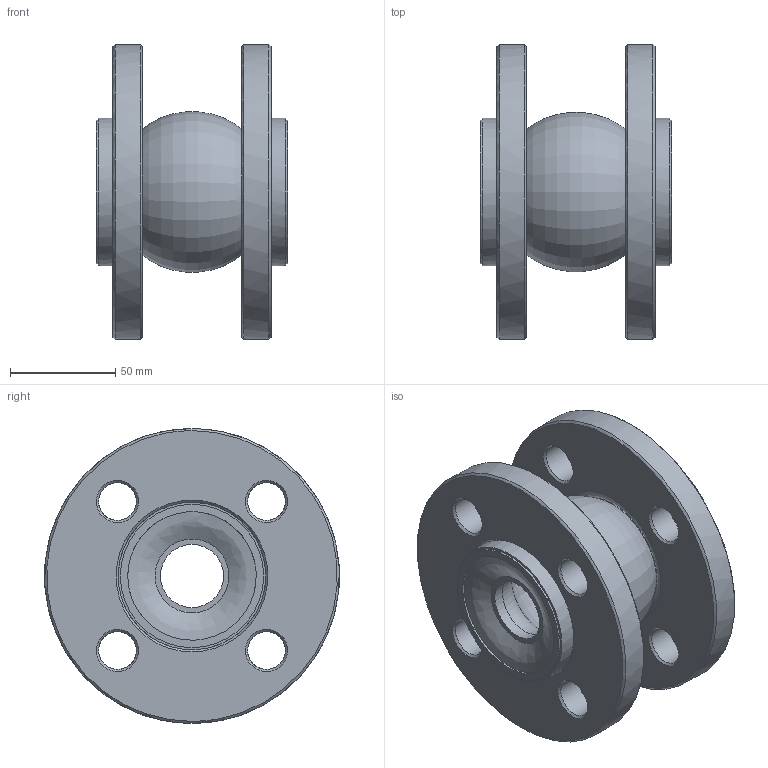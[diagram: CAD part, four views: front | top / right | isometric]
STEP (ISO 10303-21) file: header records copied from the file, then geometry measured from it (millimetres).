
FILE_DESCRIPTION(('HOOPS Exchange Step'),'2;1');
FILE_NAME('KP01_DN32.stp','2025-12-08T09:51:04+01:00',('nieru'),('Unknown organisation'),'HOOPS Exchange 2024.2','HOOPS Exchange','Unknown authorisation');
FILE_SCHEMA( ('AP203_CONFIGURATION_CONTROLLED_3D_DESIGN_OF_MECHANICAL_PARTS_AND_ASSEMBLIES_MIM_LF') );
Length unit declared in the file: millimetre
Products named in the file (3): 0; root
Assembly tree (2 placements, depth 3):
  root
    0
      0
Bounding box: 91 x 139.78 x 140 mm (x, y, z)
Volume: 487959.8 mm3; surface area: 112089.8 mm2
Topology: 3 solids, 3 shells, 74 faces, 222 edges, 162 vertices
Faces by surface type: cone 22, cylinder 18, plane 14, bspline 14, torus 6
Full cylindrical faces by diameter (mm): 18 x8, 30 x2, 54.994 x2, 68 x2, 70 x2, 140 x2
Entity records: 32868 total; most frequent: CARTESIAN_POINT 31009, ORIENTED_EDGE 444, DIRECTION 248, EDGE_CURVE 222, VERTEX_POINT 162, B_SPLINE_CURVE_WITH_KNOTS 132, EDGE_LOOP 104, FACE_BOUND 104
